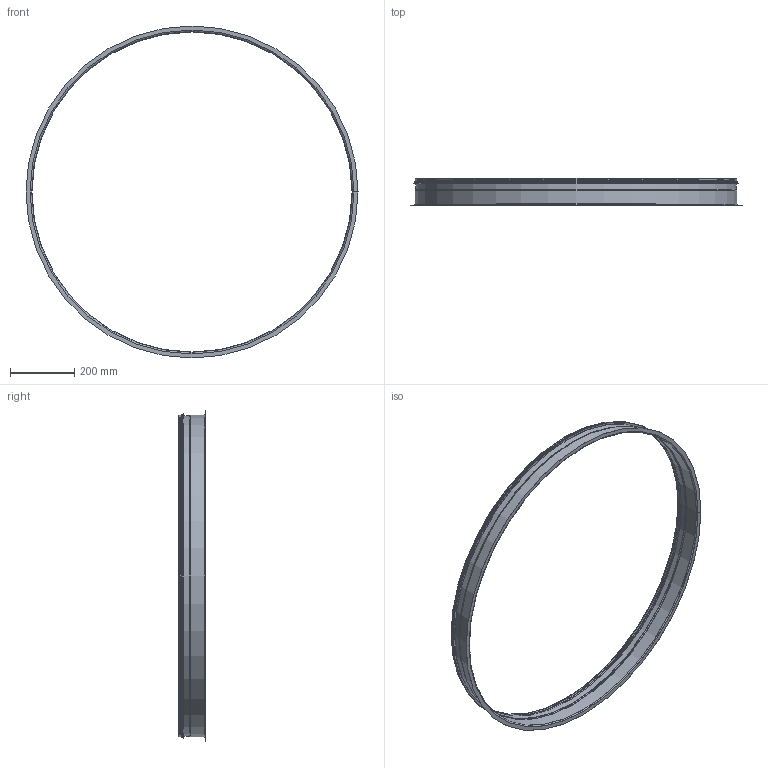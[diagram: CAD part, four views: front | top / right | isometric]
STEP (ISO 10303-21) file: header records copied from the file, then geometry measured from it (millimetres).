
FILE_DESCRIPTION((''),'2;1');
FILE_NAME('HSK-1000.stp','2014-02-20T13:19:01',(''),(''),'Autodesk Inventor 2013','Autodesk Inventor 2013','');
FILE_SCHEMA(('AUTOMOTIVE_DESIGN { 1 2 10303 214 0 1 1 1 }'));
Length unit declared in the file: millimetre
Products named in the file (3): HSK-1000; HSK-Rörämne-13; 999013
Assembly tree (2 placements, depth 2):
  HSK-1000
    HSK-Rörämne-13
    999013
Bounding box: 1030 x 83 x 1030 mm (x, y, z)
Volume: 272186.5 mm3; surface area: 825246.1 mm2
Topology: 2 solids, 2 shells, 65 faces, 125 edges, 67 vertices
Faces by surface type: plane 30, torus 16, cylinder 13, cone 6
Full cylindrical faces by diameter (mm): 992.8 x1, 993.8 x1, 995 x1, 997.6 x5, 998.6 x2, 1004 x1, 1009 x1, 1030 x1
Entity records: 1713 total; most frequent: DIRECTION 314, CARTESIAN_POINT 248, ORIENTED_EDGE 222, AXIS2_PLACEMENT_3D 133, EDGE_CURVE 111, EDGE_LOOP 84, VERTEX_POINT 67, STYLED_ITEM 67
